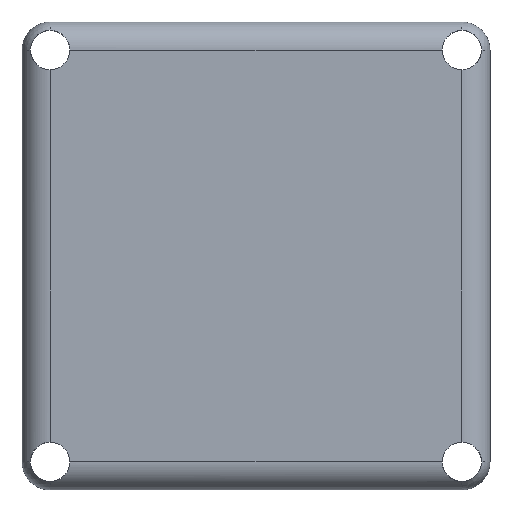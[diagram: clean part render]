
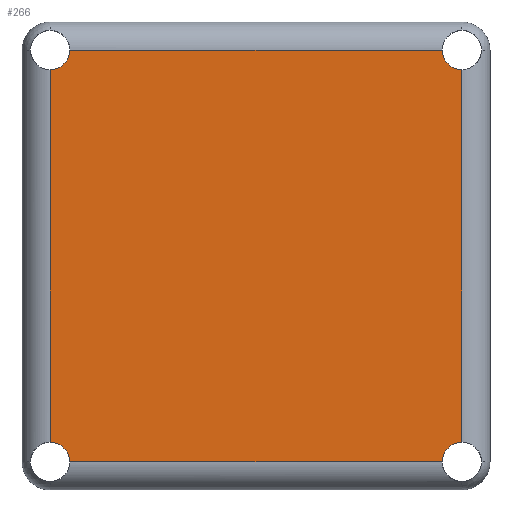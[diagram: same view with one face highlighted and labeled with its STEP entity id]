
A CAD part, top view. The second image highlights one B-rep face of the part: STEP entity #266.
In plain terms, the highlighted planar face has unit normal (0, 0, 1).
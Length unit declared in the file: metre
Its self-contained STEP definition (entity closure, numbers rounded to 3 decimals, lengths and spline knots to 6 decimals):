
#32=LINE('',#422,#40);
#33=LINE('',#426,#41);
#34=LINE('',#430,#42);
#35=LINE('',#434,#43);
#40=VECTOR('',#337,1.);
#41=VECTOR('',#340,1.);
#42=VECTOR('',#343,1.);
#43=VECTOR('',#346,1.);
#48=ORIENTED_EDGE('',*,*,#128,.F.);
#49=ORIENTED_EDGE('',*,*,#129,.T.);
#50=ORIENTED_EDGE('',*,*,#130,.F.);
#51=ORIENTED_EDGE('',*,*,#131,.T.);
#52=ORIENTED_EDGE('',*,*,#132,.F.);
#53=ORIENTED_EDGE('',*,*,#133,.T.);
#54=ORIENTED_EDGE('',*,*,#134,.F.);
#55=ORIENTED_EDGE('',*,*,#135,.T.);
#128=EDGE_CURVE('',#168,#169,#196,.T.);
#129=EDGE_CURVE('',#168,#170,#32,.F.);
#130=EDGE_CURVE('',#171,#170,#197,.T.);
#131=EDGE_CURVE('',#171,#172,#33,.F.);
#132=EDGE_CURVE('',#173,#172,#198,.T.);
#133=EDGE_CURVE('',#173,#174,#34,.T.);
#134=EDGE_CURVE('',#175,#174,#199,.T.);
#135=EDGE_CURVE('',#175,#169,#35,.T.);
#168=VERTEX_POINT('',#420);
#169=VERTEX_POINT('',#421);
#170=VERTEX_POINT('',#423);
#171=VERTEX_POINT('',#425);
#172=VERTEX_POINT('',#427);
#173=VERTEX_POINT('',#429);
#174=VERTEX_POINT('',#431);
#175=VERTEX_POINT('',#433);
#196=CIRCLE('',#294,0.0021);
#197=CIRCLE('',#295,0.0021);
#198=CIRCLE('',#296,0.0021);
#199=CIRCLE('',#297,0.0021);
#220=EDGE_LOOP('',(#48,#49,#50,#51,#52,#53,#54,#55));
#242=FACE_BOUND('',#220,.T.);
#264=PLANE('',#293);
#266=ADVANCED_FACE('',(#242),#264,.T.);
#293=AXIS2_PLACEMENT_3D('',#418,#333,#334);
#294=AXIS2_PLACEMENT_3D('',#419,#335,#336);
#295=AXIS2_PLACEMENT_3D('',#424,#338,#339);
#296=AXIS2_PLACEMENT_3D('',#428,#341,#342);
#297=AXIS2_PLACEMENT_3D('',#432,#344,#345);
#333=DIRECTION('',(0.,0.,1.));
#334=DIRECTION('',(1.,0.,0.));
#335=DIRECTION('',(0.,0.,1.));
#336=DIRECTION('',(1.,0.,0.));
#337=DIRECTION('',(0.,-1.,0.));
#338=DIRECTION('',(0.,0.,1.));
#339=DIRECTION('',(1.,0.,0.));
#340=DIRECTION('',(1.,0.,0.));
#341=DIRECTION('',(0.,0.,1.));
#342=DIRECTION('',(1.,0.,0.));
#343=DIRECTION('',(0.,-1.,0.));
#344=DIRECTION('',(0.,0.,1.));
#345=DIRECTION('',(1.,0.,0.));
#346=DIRECTION('',(1.,0.,0.));
#418=CARTESIAN_POINT('',(0.,0.,0.003));
#419=CARTESIAN_POINT('',(0.022,-0.022,0.003));
#420=CARTESIAN_POINT('',(0.022,-0.0199,0.003));
#421=CARTESIAN_POINT('',(0.0199,-0.022,0.003));
#422=CARTESIAN_POINT('',(0.022,0.,0.003));
#423=CARTESIAN_POINT('',(0.022,0.0199,0.003));
#424=CARTESIAN_POINT('',(0.022,0.022,0.003));
#425=CARTESIAN_POINT('',(0.0199,0.022,0.003));
#426=CARTESIAN_POINT('',(0.,0.022,0.003));
#427=CARTESIAN_POINT('',(-0.0199,0.022,0.003));
#428=CARTESIAN_POINT('',(-0.022,0.022,0.003));
#429=CARTESIAN_POINT('',(-0.022,0.0199,0.003));
#430=CARTESIAN_POINT('',(-0.022,-0.025,0.003));
#431=CARTESIAN_POINT('',(-0.022,-0.0199,0.003));
#432=CARTESIAN_POINT('',(-0.022,-0.022,0.003));
#433=CARTESIAN_POINT('',(-0.0199,-0.022,0.003));
#434=CARTESIAN_POINT('',(0.025,-0.022,0.003));
